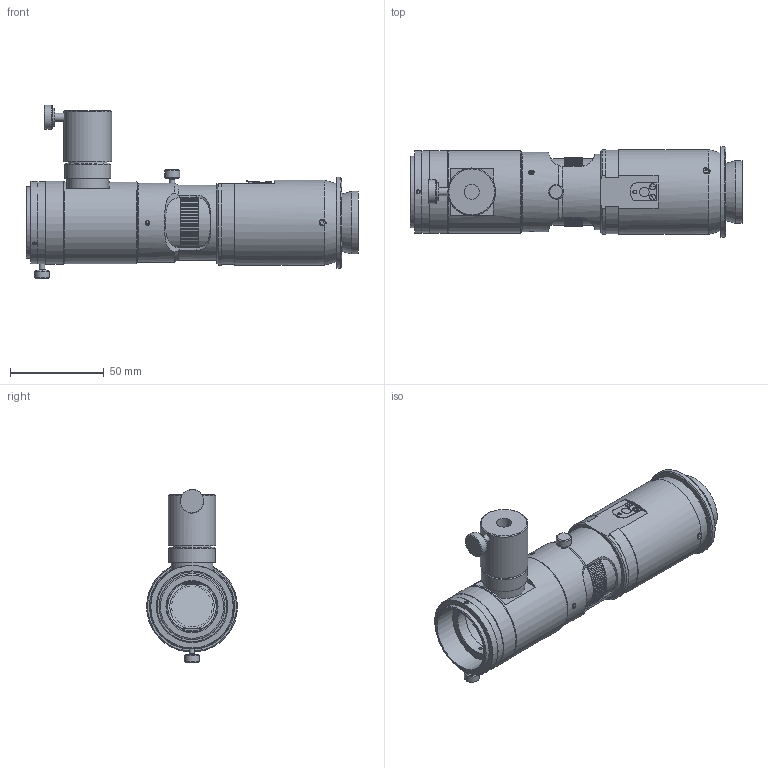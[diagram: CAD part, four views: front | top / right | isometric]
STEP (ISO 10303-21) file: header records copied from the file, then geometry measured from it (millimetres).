
FILE_DESCRIPTION((''),'2;1');
FILE_NAME('50503d_0.stp','2009-04-24T15:08:17',('PODLENA'),(''),'Autodesk Inventor 2009','Autodesk Inventor 2009','');
FILE_SCHEMA(('AUTOMOTIVE_DESIGN { 1 0 10303 214 1 1 1 1 }'));
Length unit declared in the file: inch
Products named in the file (36): Assembly1 (LevelofDetail1); 50503D.iam (~1); 50347D(coax).iam (~1); 50525; 50352; 50521-3; 60354; 7168; 7176; 7004; 50360; 50159; 50163; 50162; 5402; 7008; 60436; 7261; 60433; 50161; 6287; 50164; 7006; 50206; 50157; 50158; 50205; 61604; 7187; 7188; 7082; 4141; 50110; 50111; 50109; 7108
Assembly tree (43 placements, depth 5):
  Assembly1 (LevelofDetail1)
    50503D.iam (~1)
      50347D(coax).iam (~1)
        50525
        50352
      50521-3
      60354
      7168
      7176  x2
      7004  x3
      50360
      50159
        50163
        50162
        5402
        7008
        60436
          7261
          60433
        50161
        6287
        50164
        7006  x3
        50206
      50157
        50158
        50205
        61604
        7187
          7188
          7082
          4141
      50110
        50111
        50109
      7108  x3
      60436
        7261
        60433
Bounding box: 176.81 x 48.41 x 92.37 mm (x, y, z)
Volume: 111524.1 mm3; surface area: 100329.1 mm2
Topology: 37 solids, 37 shells, 802 faces, 2042 edges, 1354 vertices
Faces by surface type: plane 483, cylinder 205, cone 60, bspline 44, sphere 8, torus 2
Full cylindrical faces by diameter (mm): 1.524 x2, 1.575 x2, 1.702 x3, 1.981 x1, 2.159 x4, 2.184 x4, 2.54 x1, 2.845 x5, 3.175 x2, 3.302 x3, 3.556 x1, 3.785 x1, 3.81 x1, 4.166 x4, 4.75 x1, 6.807 x1, 6.858 x1, 7.874 x2, 8.026 x1, 9.601 x1, 12.7 x1, 18.288 x1, 19.05 x1, 19.609 x1, 20.5 x1, 20.574 x1, 20.625 x1, 21.387 x1, 21.59 x1, 22.098 x1
Entity records: 24118 total; most frequent: CARTESIAN_POINT 6368, DIRECTION 3432, ORIENTED_EDGE 3246, EDGE_CURVE 1623, AXIS2_PLACEMENT_3D 1191, VERTEX_POINT 1176, VECTOR 1050, LINE 1050
